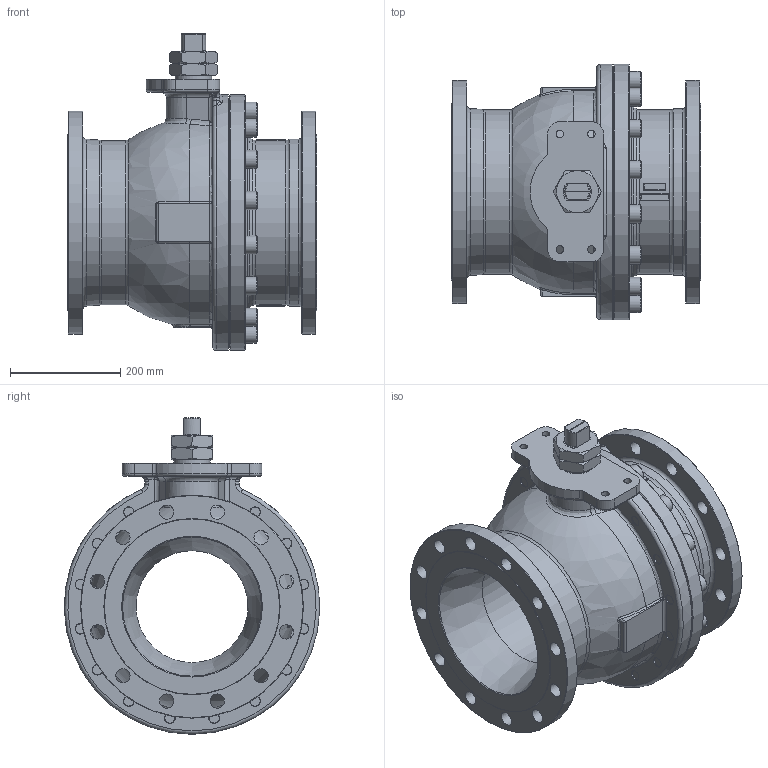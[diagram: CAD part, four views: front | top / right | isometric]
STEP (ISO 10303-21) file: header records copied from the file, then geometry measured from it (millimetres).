
FILE_DESCRIPTION(/* description */ (''),/* implementation_level */ '2;1');
FILE_NAME(/* name */ 'GA-F53-A0-D16-A-1.stp',/* time_stamp */ '2019-09-18T16:50:53+01:00',/* author */ ('jaday'),/* organization */ (''),/* preprocessor_version */ 'ST-DEVELOPER v16.1',/* originating_system */ 'Autodesk Inventor 2016',/* authorisation */ '');
FILE_SCHEMA (('AUTOMOTIVE_DESIGN { 1 0 10303 214 3 1 1 }'));
Length unit declared in the file: millimetre
Products named in the file (1): GA-F53-A0-D16-A-1
Bounding box: 452.25 x 463.55 x 574.73 mm (x, y, z)
Volume: 30648156.1 mm3; surface area: 1537946.9 mm2
Topology: 1 solids, 3 shells, 524 faces, 1257 edges, 783 vertices
Faces by surface type: plane 232, cylinder 165, cone 53, torus 42, bspline 28, sphere 4
Full cylindrical faces by diameter (mm): 13.835 x4, 19.177 x16, 22.094 x16, 26 x24, 33.084 x16, 66.42 x1, 203.2 x1, 298.45 x2, 303 x1, 320 x1, 333.175 x1, 405 x2, 463.55 x2
Entity records: 15898 total; most frequent: CARTESIAN_POINT 3961, DIRECTION 2402, ORIENTED_EDGE 2082, EDGE_CURVE 1041, AXIS2_PLACEMENT_3D 944, EDGE_LOOP 816, VERTEX_POINT 725, FACE_OUTER_BOUND 524
